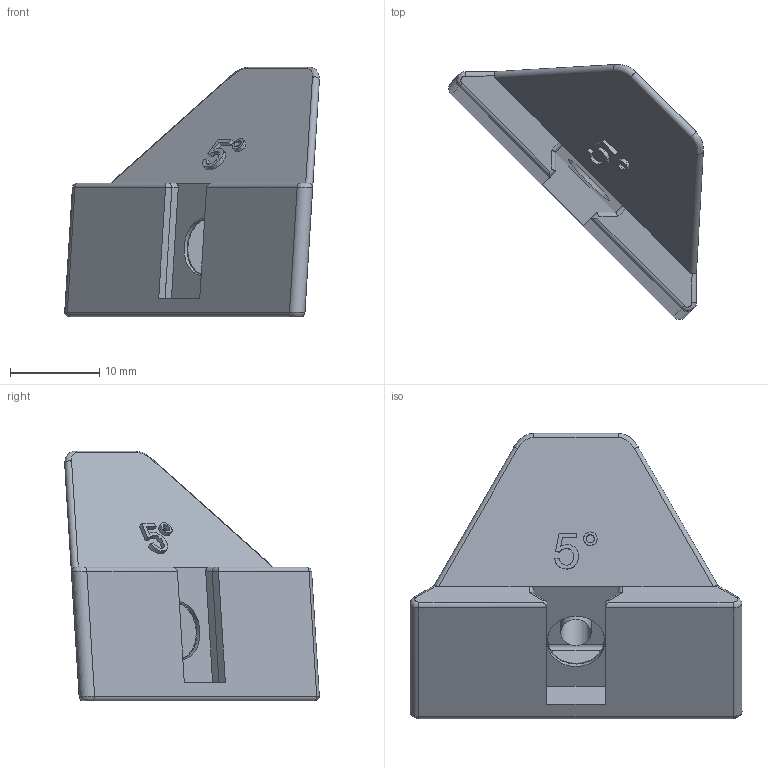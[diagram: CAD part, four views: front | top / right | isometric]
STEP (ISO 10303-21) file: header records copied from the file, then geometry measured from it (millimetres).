
FILE_DESCRIPTION(/* description */ (''),/* implementation_level */ '2;1');
FILE_NAME(/* name */ 'ESPHome Multi-Sensor-Enclosure-Corner-Mount-5.step',/* time_stamp */ '2025-04-11T14:15:23-05:00',/* author */ (''),/* organization */ (''),/* preprocessor_version */ 'ST-DEVELOPER v20.1',/* originating_system */ 'Autodesk Translation Framework v14.4.0.0',/* authorisation */ '');
FILE_SCHEMA (('AUTOMOTIVE_DESIGN { 1 0 10303 214 3 1 1 }'));
Length unit declared in the file: millimetre
Products named in the file (1): ESPHome Multi-Sensor-Enclosure
Bounding box: 28.51 x 28.51 x 27.99 mm (x, y, z)
Volume: 6333.8 mm3; surface area: 2740.2 mm2
Topology: 1 solids, 1 shells, 90 faces, 233 edges, 149 vertices
Faces by surface type: bspline 39, plane 27, cylinder 23, cone 1
Full cylindrical faces by diameter (mm): 3.4 x1, 6.5 x1
Entity records: 3281 total; most frequent: CARTESIAN_POINT 1242, ORIENTED_EDGE 466, DIRECTION 330, EDGE_CURVE 233, VERTEX_POINT 149, LINE 116, VECTOR 116, AXIS2_PLACEMENT_3D 107
